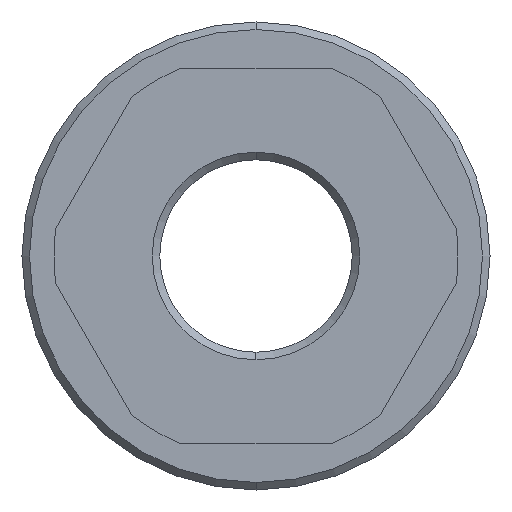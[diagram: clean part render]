
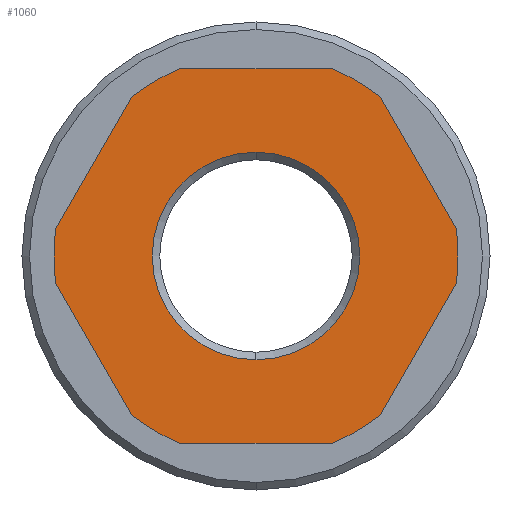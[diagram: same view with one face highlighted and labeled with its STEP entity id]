
A CAD part, left-side view. The second image highlights one B-rep face of the part: STEP entity #1060.
In plain terms, the highlighted planar face has unit normal (-1, 0, 0).
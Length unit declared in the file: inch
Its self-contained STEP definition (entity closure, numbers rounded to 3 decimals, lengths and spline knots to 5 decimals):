
#3 = ORIENTED_EDGE ( 'NONE', *, *, #1594, .F. ) ;
#14 = CIRCLE ( 'NONE', #227, 0.1385 ) ;
#22 = DIRECTION ( 'NONE',  ( 1., 0., 0. ) ) ;
#25 = CARTESIAN_POINT ( 'NONE',  ( -0.4325, -0.16552, 0.21332 ) ) ;
#37 = ORIENTED_EDGE ( 'NONE', *, *, #978, .T. ) ;
#51 = VECTOR ( 'NONE', #1461, 39.37008 ) ;
#59 = CARTESIAN_POINT ( 'NONE',  ( -0.4325, -0.21651, 0.125 ) ) ;
#110 = VERTEX_POINT ( 'NONE', #437 ) ;
#127 = AXIS2_PLACEMENT_3D ( 'NONE', #1522, #22, #1033 ) ;
#128 = VERTEX_POINT ( 'NONE', #1560 ) ;
#129 = DIRECTION ( 'NONE',  ( 1., 0., 0. ) ) ;
#166 = DIRECTION ( 'NONE',  ( 0., 0., -1. ) ) ;
#195 = CARTESIAN_POINT ( 'NONE',  ( -0.4325, -0.2675, -0.03668 ) ) ;
#201 = CIRCLE ( 'NONE', #127, 0.27 ) ;
#210 = LINE ( 'NONE', #1215, #669 ) ;
#227 = AXIS2_PLACEMENT_3D ( 'NONE', #361, #1361, #727 ) ;
#233 = VERTEX_POINT ( 'NONE', #1242 ) ;
#235 = CARTESIAN_POINT ( 'NONE',  ( -0.4325, 0.21651, -0.125 ) ) ;
#265 = AXIS2_PLACEMENT_3D ( 'NONE', #888, #129, #1532 ) ;
#269 = VERTEX_POINT ( 'NONE', #1342 ) ;
#272 = EDGE_CURVE ( 'NONE', #1477, #269, #210, .T. ) ;
#277 = VECTOR ( 'NONE', #797, 39.37008 ) ;
#299 = EDGE_CURVE ( 'NONE', #110, #986, #1198, .T. ) ;
#303 = EDGE_CURVE ( 'NONE', #1263, #1477, #201, .T. ) ;
#309 = CARTESIAN_POINT ( 'NONE',  ( -0.4325, 0., 0. ) ) ;
#328 = PLANE ( 'NONE',  #587 ) ;
#352 = VERTEX_POINT ( 'NONE', #500 ) ;
#361 = CARTESIAN_POINT ( 'NONE',  ( -0.4325, 0., 0. ) ) ;
#392 = VERTEX_POINT ( 'NONE', #1274 ) ;
#395 = ORIENTED_EDGE ( 'NONE', *, *, #303, .F. ) ;
#398 = DIRECTION ( 'NONE',  ( 0., 0., -1. ) ) ;
#427 = LINE ( 'NONE', #1181, #1170 ) ;
#437 = CARTESIAN_POINT ( 'NONE',  ( -0.4325, -0.10198, 0.25 ) ) ;
#440 = DIRECTION ( 'NONE',  ( 0., 0., -1. ) ) ;
#460 = CARTESIAN_POINT ( 'NONE',  ( -0.4325, 0.2675, -0.03668 ) ) ;
#486 = DIRECTION ( 'NONE',  ( 0., 0., -1. ) ) ;
#500 = CARTESIAN_POINT ( 'NONE',  ( -0.4325, -0.10198, -0.25 ) ) ;
#508 = EDGE_CURVE ( 'NONE', #606, #110, #787, .T. ) ;
#513 = CIRCLE ( 'NONE', #1252, 0.27 ) ;
#517 = CIRCLE ( 'NONE', #723, 0.1385 ) ;
#551 = DIRECTION ( 'NONE',  ( 0., 0., -1. ) ) ;
#587 = AXIS2_PLACEMENT_3D ( 'NONE', #1051, #816, #551 ) ;
#589 = CARTESIAN_POINT ( 'NONE',  ( -0.4325, -0.2675, 0.03668 ) ) ;
#595 = EDGE_LOOP ( 'NONE', ( #1219, #1450, #770, #3, #780, #1580, #1109, #630, #726, #395, #1227, #1582 ) ) ;
#599 = DIRECTION ( 'NONE',  ( 1., 0., 0. ) ) ;
#606 = VERTEX_POINT ( 'NONE', #1478 ) ;
#630 = ORIENTED_EDGE ( 'NONE', *, *, #1195, .F. ) ;
#634 = CARTESIAN_POINT ( 'NONE',  ( -0.4325, 0.16552, -0.21332 ) ) ;
#654 = AXIS2_PLACEMENT_3D ( 'NONE', #822, #1233, #486 ) ;
#661 = CARTESIAN_POINT ( 'NONE',  ( -0.4325, 0., 0. ) ) ;
#663 = CARTESIAN_POINT ( 'NONE',  ( -0.4325, 0., 0.25 ) ) ;
#669 = VECTOR ( 'NONE', #1122, 39.37008 ) ;
#680 = VERTEX_POINT ( 'NONE', #589 ) ;
#686 = VECTOR ( 'NONE', #834, 39.37008 ) ;
#690 = EDGE_LOOP ( 'NONE', ( #1388, #37 ) ) ;
#716 = VERTEX_POINT ( 'NONE', #1340 ) ;
#723 = AXIS2_PLACEMENT_3D ( 'NONE', #982, #599, #398 ) ;
#726 = ORIENTED_EDGE ( 'NONE', *, *, #272, .F. ) ;
#727 = DIRECTION ( 'NONE',  ( 0., 0., -1. ) ) ;
#745 = AXIS2_PLACEMENT_3D ( 'NONE', #309, #1437, #166 ) ;
#747 = EDGE_CURVE ( 'NONE', #352, #233, #1079, .T. ) ;
#770 = ORIENTED_EDGE ( 'NONE', *, *, #1043, .F. ) ;
#780 = ORIENTED_EDGE ( 'NONE', *, *, #1498, .F. ) ;
#787 = LINE ( 'NONE', #663, #1607 ) ;
#790 = FACE_BOUND ( 'NONE', #690, .T. ) ;
#794 = DIRECTION ( 'NONE',  ( 0., -1., 0. ) ) ;
#795 = CIRCLE ( 'NONE', #1119, 0.27 ) ;
#797 = DIRECTION ( 'NONE',  ( 0., -0.5, -0.866 ) ) ;
#816 = DIRECTION ( 'NONE',  ( 1., 0., 0. ) ) ;
#822 = CARTESIAN_POINT ( 'NONE',  ( -0.4325, 0., 0. ) ) ;
#834 = DIRECTION ( 'NONE',  ( 0., 0.5, 0.866 ) ) ;
#888 = CARTESIAN_POINT ( 'NONE',  ( -0.4325, 0., 0. ) ) ;
#902 = VERTEX_POINT ( 'NONE', #634 ) ;
#978 = EDGE_CURVE ( 'NONE', #716, #128, #517, .T. ) ;
#982 = CARTESIAN_POINT ( 'NONE',  ( -0.4325, 0., 0. ) ) ;
#986 = VERTEX_POINT ( 'NONE', #25 ) ;
#997 = DIRECTION ( 'NONE',  ( 0., 0., -1. ) ) ;
#1015 = VERTEX_POINT ( 'NONE', #195 ) ;
#1033 = DIRECTION ( 'NONE',  ( 0., 0., -1. ) ) ;
#1043 = EDGE_CURVE ( 'NONE', #1015, #392, #427, .T. ) ;
#1045 = DIRECTION ( 'NONE',  ( 0., 0.5, -0.866 ) ) ;
#1051 = CARTESIAN_POINT ( 'NONE',  ( -0.4325, 0., 0. ) ) ;
#1059 = EDGE_CURVE ( 'NONE', #233, #902, #1190, .T. ) ;
#1060 = ADVANCED_FACE ( 'NONE', ( #790, #1550 ), #328, .F. ) ;
#1062 = EDGE_CURVE ( 'NONE', #392, #352, #513, .T. ) ;
#1079 = LINE ( 'NONE', #1584, #51 ) ;
#1104 = CARTESIAN_POINT ( 'NONE',  ( -0.4325, 0., 0. ) ) ;
#1109 = ORIENTED_EDGE ( 'NONE', *, *, #508, .F. ) ;
#1119 = AXIS2_PLACEMENT_3D ( 'NONE', #1104, #1476, #997 ) ;
#1122 = DIRECTION ( 'NONE',  ( 0., -0.5, 0.866 ) ) ;
#1169 = DIRECTION ( 'NONE',  ( 1., 0., 0. ) ) ;
#1170 = VECTOR ( 'NONE', #1045, 39.37008 ) ;
#1181 = CARTESIAN_POINT ( 'NONE',  ( -0.4325, -0.21651, -0.125 ) ) ;
#1190 = CIRCLE ( 'NONE', #745, 0.27 ) ;
#1195 = EDGE_CURVE ( 'NONE', #269, #606, #795, .T. ) ;
#1198 = CIRCLE ( 'NONE', #265, 0.27 ) ;
#1215 = CARTESIAN_POINT ( 'NONE',  ( -0.4325, 0.21651, 0.125 ) ) ;
#1219 = ORIENTED_EDGE ( 'NONE', *, *, #747, .F. ) ;
#1227 = ORIENTED_EDGE ( 'NONE', *, *, #1235, .F. ) ;
#1233 = DIRECTION ( 'NONE',  ( 1., 0., 0. ) ) ;
#1235 = EDGE_CURVE ( 'NONE', #902, #1263, #1345, .T. ) ;
#1242 = CARTESIAN_POINT ( 'NONE',  ( -0.4325, 0.10198, -0.25 ) ) ;
#1252 = AXIS2_PLACEMENT_3D ( 'NONE', #661, #1169, #440 ) ;
#1263 = VERTEX_POINT ( 'NONE', #460 ) ;
#1266 = EDGE_CURVE ( 'NONE', #128, #716, #14, .T. ) ;
#1274 = CARTESIAN_POINT ( 'NONE',  ( -0.4325, -0.16552, -0.21332 ) ) ;
#1294 = LINE ( 'NONE', #59, #277 ) ;
#1302 = CARTESIAN_POINT ( 'NONE',  ( -0.4325, 0.2675, 0.03668 ) ) ;
#1340 = CARTESIAN_POINT ( 'NONE',  ( -0.4325, 0., -0.1385 ) ) ;
#1342 = CARTESIAN_POINT ( 'NONE',  ( -0.4325, 0.16552, 0.21332 ) ) ;
#1345 = LINE ( 'NONE', #235, #686 ) ;
#1361 = DIRECTION ( 'NONE',  ( 1., 0., 0. ) ) ;
#1377 = CIRCLE ( 'NONE', #654, 0.27 ) ;
#1388 = ORIENTED_EDGE ( 'NONE', *, *, #1266, .T. ) ;
#1437 = DIRECTION ( 'NONE',  ( 1., 0., 0. ) ) ;
#1450 = ORIENTED_EDGE ( 'NONE', *, *, #1062, .F. ) ;
#1461 = DIRECTION ( 'NONE',  ( 0., 1., 0. ) ) ;
#1476 = DIRECTION ( 'NONE',  ( 1., 0., 0. ) ) ;
#1477 = VERTEX_POINT ( 'NONE', #1302 ) ;
#1478 = CARTESIAN_POINT ( 'NONE',  ( -0.4325, 0.10198, 0.25 ) ) ;
#1498 = EDGE_CURVE ( 'NONE', #986, #680, #1294, .T. ) ;
#1522 = CARTESIAN_POINT ( 'NONE',  ( -0.4325, 0., 0. ) ) ;
#1532 = DIRECTION ( 'NONE',  ( 0., 0., -1. ) ) ;
#1550 = FACE_OUTER_BOUND ( 'NONE', #595, .T. ) ;
#1560 = CARTESIAN_POINT ( 'NONE',  ( -0.4325, 0., 0.1385 ) ) ;
#1580 = ORIENTED_EDGE ( 'NONE', *, *, #299, .F. ) ;
#1582 = ORIENTED_EDGE ( 'NONE', *, *, #1059, .F. ) ;
#1584 = CARTESIAN_POINT ( 'NONE',  ( -0.4325, 0., -0.25 ) ) ;
#1594 = EDGE_CURVE ( 'NONE', #680, #1015, #1377, .T. ) ;
#1607 = VECTOR ( 'NONE', #794, 39.37008 ) ;
